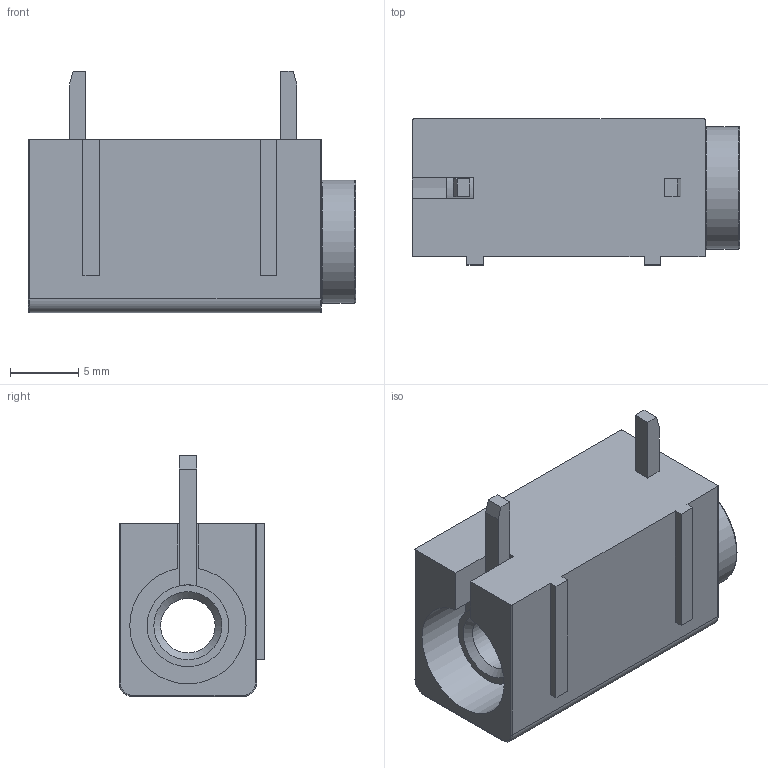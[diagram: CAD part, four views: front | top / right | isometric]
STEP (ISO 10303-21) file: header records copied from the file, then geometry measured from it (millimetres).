
FILE_DESCRIPTION(/* description */ ('STEP AP214'),/* implementation_level */ '2;1');
FILE_NAME(/* name */ 'CONN-TH_24.243.2.step',/* time_stamp */ '2024-11-07T20:45:23+01:00',/* author */ (''),/* organization */ (''),/* preprocessor_version */ 'ST-DEVELOPER v20',/* originating_system */ 'Autodesk Translation Framework v13.20.0.188',/* authorisation */ '');
FILE_SCHEMA (('AUTOMOTIVE_DESIGN { 1 0 10303 214 3 1 1 }'));
Length unit declared in the file: millimetre
Products named in the file (1): CONN-TH_24.243.2
Bounding box: 24 x 10.7 x 17.7 mm (x, y, z)
Volume: 2440 mm3; surface area: 1796.5 mm2
Topology: 1 solids, 1 shells, 54 faces, 133 edges, 85 vertices
Faces by surface type: plane 32, cylinder 13, torus 7, cone 2
Full cylindrical faces by diameter (mm): 4 x1, 6 x2, 9 x1
Entity records: 1698 total; most frequent: DIRECTION 287, CARTESIAN_POINT 273, ORIENTED_EDGE 266, EDGE_CURVE 133, AXIS2_PLACEMENT_3D 99, LINE 89, VECTOR 89, VERTEX_POINT 85
